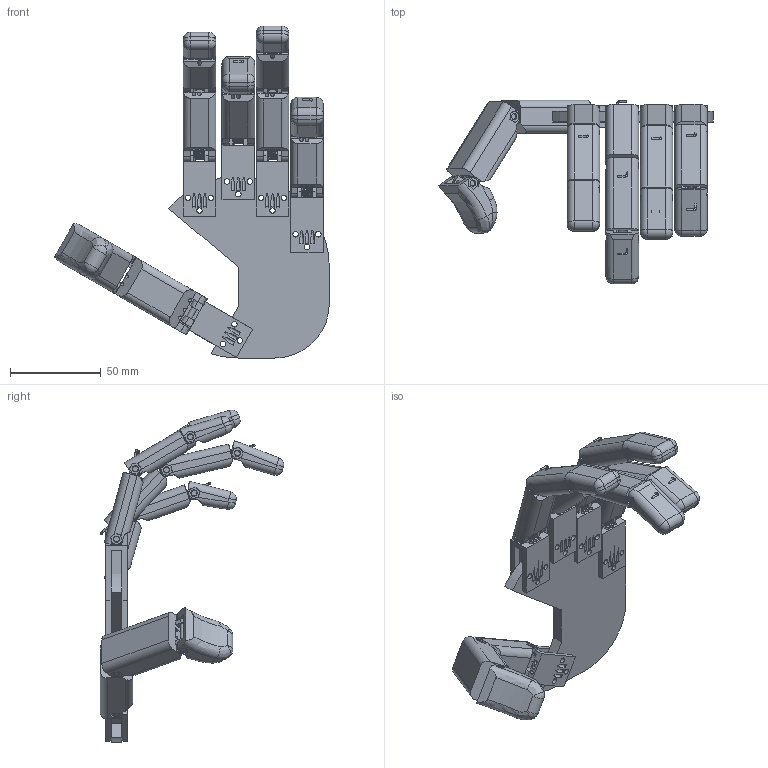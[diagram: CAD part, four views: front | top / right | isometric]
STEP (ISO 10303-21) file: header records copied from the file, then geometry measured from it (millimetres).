
FILE_DESCRIPTION(/* description */ ('STEP AP242','CAx-IF Rec.Pracs.---Representation and Presentation of Product Manufacturing Information (PMI)---4.0---2014-10-13','CAx-IF Rec.Pracs.---3D Tessellated Geometry---0.4---2014-09-14','2;1'),/* implementation_level */ '2;1');
FILE_NAME(/* name */ '61a045987292117fe80f1d53',/* time_stamp */ '2021-11-26T02:25:30+00:00',/* author */ (''),/* organization */ (''),/* preprocessor_version */ 'ST-DEVELOPER v18.1',/* originating_system */ ' ',/* authorisation */ ' ');
FILE_SCHEMA (('AP242_MANAGED_MODEL_BASED_3D_ENGINEERING_MIM_LF { 1 0 10303 442 1 1 4 }'));
Length unit declared in the file: metre
Products named in the file (41): Assembly 1; Assembly 1 <4>; Part 1; RED-V001-003P; Assembly 1 <1>; Assembly 1 <5>; Assembly 1 <6>; Assembly 1 <3>; Assembly 1 <2>
Assembly tree (104 placements, depth 3):
  Assembly 1
    Assembly 1 <4>
      Part 1  x6
      Part 1
      Part 1
      Part 1
      RED-V001-003P  x3
      Part 1  x4
      Part 1  x3
    Assembly 1 <1>
      Part 1
      Part 1  x4
      Part 1
    Assembly 1 <5>
      Part 1  x4
      RED-V001-003P  x3
      Part 1  x6
      Part 1  x3
      Part 1
      Part 1
      Part 1
    Assembly 1 <6>
      Part 1  x5
      Part 1  x3
      RED-V001-003P  x3
      Part 1  x4
      Part 1
      Part 1
      Part 1
    Assembly 1 <3>
      Part 1  x6
      Part 1  x5
      Part 1
      Part 1
      Part 1  x3
      Part 1
    Assembly 1 <2>
      RED-V001-003P  x3
      Part 1  x6
      Part 1
      Part 1  x3
      Part 1  x4
      Part 1
      Part 1
Bounding box: 150.97 x 101.02 x 182.48 mm (x, y, z)
Volume: 154314.5 mm3; surface area: 102632.8 mm2
Topology: 99 solids, 99 shells, 1895 faces, 5160 edges, 3296 vertices
Faces by surface type: plane 1208, cylinder 555, torus 62, bspline 52, sphere 18
Full cylindrical faces by diameter (mm): 1 x48, 1.5 x21, 2 x65, 3 x120, 3.45 x30, 4 x21
Entity records: 37827 total; most frequent: CARTESIAN_POINT 7833, DIRECTION 6059, ORIENTED_EDGE 5690, EDGE_CURVE 2845, AXIS2_PLACEMENT_3D 2049, LINE 1961, VECTOR 1961, VERTEX_POINT 1924
